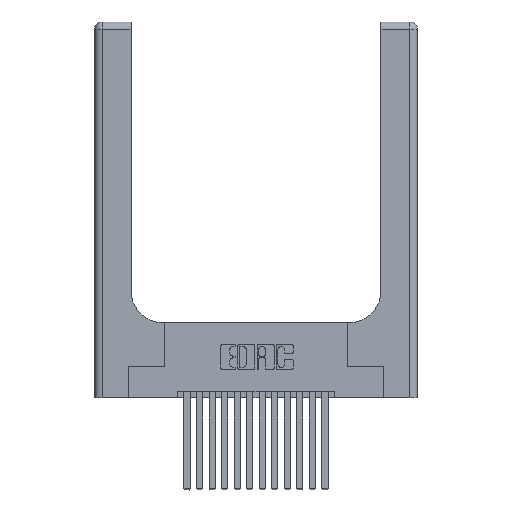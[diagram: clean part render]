
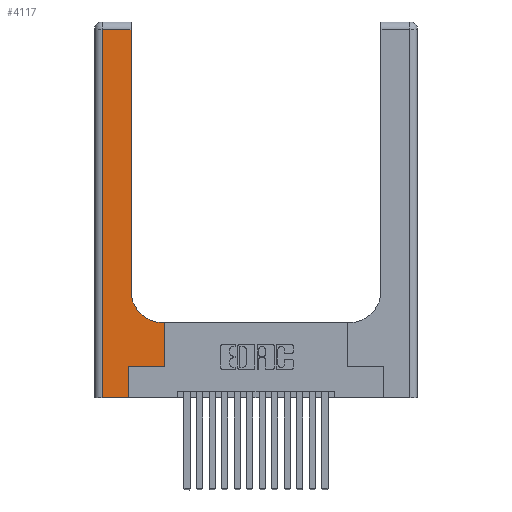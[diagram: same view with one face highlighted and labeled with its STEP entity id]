
A CAD part, top view. The second image highlights one B-rep face of the part: STEP entity #4117.
In plain terms, the highlighted planar face has unit normal (0, 0, 1).
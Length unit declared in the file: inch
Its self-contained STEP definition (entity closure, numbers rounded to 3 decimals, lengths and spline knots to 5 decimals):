
#153 = ORIENTED_EDGE ( 'NONE', *, *, #353, .T. ) ;
#246 = ORIENTED_EDGE ( 'NONE', *, *, #17649, .T. ) ;
#323 = CARTESIAN_POINT ( 'NONE',  ( 0.2915, 3., 0.37 ) ) ;
#353 = EDGE_CURVE ( 'NONE', #16019, #2889, #6306, .T. ) ;
#551 = LINE ( 'NONE', #15739, #12561 ) ;
#935 = VERTEX_POINT ( 'NONE', #6014 ) ;
#1129 = CARTESIAN_POINT ( 'NONE',  ( 0.06, 3., 0.37 ) ) ;
#1356 = ORIENTED_EDGE ( 'NONE', *, *, #7758, .T. ) ;
#1420 = DIRECTION ( 'NONE',  ( 0., 1., 0. ) ) ;
#1479 = VECTOR ( 'NONE', #9380, 39.37008 ) ;
#1518 = DIRECTION ( 'NONE',  ( -1., 0., 0. ) ) ;
#1548 = EDGE_CURVE ( 'NONE', #935, #10650, #8489, .T. ) ;
#1611 = LINE ( 'NONE', #12932, #16337 ) ;
#2403 = CARTESIAN_POINT ( 'NONE',  ( 0.269, 0.25, 0.37 ) ) ;
#2722 = EDGE_CURVE ( 'NONE', #10650, #4147, #17810, .T. ) ;
#2857 = ORIENTED_EDGE ( 'NONE', *, *, #4247, .T. ) ;
#2889 = VERTEX_POINT ( 'NONE', #12971 ) ;
#3414 = AXIS2_PLACEMENT_3D ( 'NONE', #9698, #14267, #15834 ) ;
#3434 = EDGE_CURVE ( 'NONE', #10538, #7477, #17113, .T. ) ;
#3465 = LINE ( 'NONE', #1129, #9922 ) ;
#3531 = VECTOR ( 'NONE', #8346, 39.37008 ) ;
#3845 = DIRECTION ( 'NONE',  ( 0., -1., 0. ) ) ;
#4005 = DIRECTION ( 'NONE',  ( -1., 0., 0. ) ) ;
#4117 = ADVANCED_FACE ( 'NONE', ( #7251 ), #18225, .F. ) ;
#4137 = VERTEX_POINT ( 'NONE', #10103 ) ;
#4147 = VERTEX_POINT ( 'NONE', #7000 ) ;
#4247 = EDGE_CURVE ( 'NONE', #10654, #935, #4378, .T. ) ;
#4378 = CIRCLE ( 'NONE', #12695, 0.25 ) ;
#4446 = DIRECTION ( 'NONE',  ( 0., 1., 0. ) ) ;
#4622 = EDGE_CURVE ( 'NONE', #4137, #10654, #551, .T. ) ;
#4768 = CARTESIAN_POINT ( 'NONE',  ( 0.269, 0., 0.37 ) ) ;
#5199 = ORIENTED_EDGE ( 'NONE', *, *, #4622, .T. ) ;
#5993 = CARTESIAN_POINT ( 'NONE',  ( 0.5415, 0.85, 0.37 ) ) ;
#6014 = CARTESIAN_POINT ( 'NONE',  ( 0.2915, 0.85, 0.37 ) ) ;
#6306 = LINE ( 'NONE', #12176, #13434 ) ;
#6387 = DIRECTION ( 'NONE',  ( 1., 0., 0. ) ) ;
#7000 = CARTESIAN_POINT ( 'NONE',  ( 0.06, 2.94, 0.37 ) ) ;
#7251 = FACE_OUTER_BOUND ( 'NONE', #13367, .T. ) ;
#7399 = DIRECTION ( 'NONE',  ( 0., 0., -1. ) ) ;
#7477 = VERTEX_POINT ( 'NONE', #4768 ) ;
#7539 = DIRECTION ( 'NONE',  ( 1., 0., 0. ) ) ;
#7563 = CARTESIAN_POINT ( 'NONE',  ( 0.5585, 0.25, 0.37 ) ) ;
#7758 = EDGE_CURVE ( 'NONE', #7477, #16019, #1611, .T. ) ;
#8346 = DIRECTION ( 'NONE',  ( 1., 0., 0. ) ) ;
#8489 = LINE ( 'NONE', #323, #14511 ) ;
#8851 = CARTESIAN_POINT ( 'NONE',  ( 0.5415, 0.6, 0.37 ) ) ;
#9060 = ORIENTED_EDGE ( 'NONE', *, *, #9982, .T. ) ;
#9380 = DIRECTION ( 'NONE',  ( 0., 1., 0. ) ) ;
#9630 = ORIENTED_EDGE ( 'NONE', *, *, #1548, .T. ) ;
#9698 = CARTESIAN_POINT ( 'NONE',  ( 0., 3., 0.37 ) ) ;
#9922 = VECTOR ( 'NONE', #3845, 39.37008 ) ;
#9982 = EDGE_CURVE ( 'NONE', #2889, #4137, #11081, .T. ) ;
#10103 = CARTESIAN_POINT ( 'NONE',  ( 0.5585, 0.6, 0.37 ) ) ;
#10229 = CARTESIAN_POINT ( 'NONE',  ( 0.2915, 2.94, 0.37 ) ) ;
#10538 = VERTEX_POINT ( 'NONE', #16361 ) ;
#10650 = VERTEX_POINT ( 'NONE', #10229 ) ;
#10654 = VERTEX_POINT ( 'NONE', #8851 ) ;
#11081 = LINE ( 'NONE', #7563, #1479 ) ;
#11156 = CARTESIAN_POINT ( 'NONE',  ( 0., 0., 0.37 ) ) ;
#12176 = CARTESIAN_POINT ( 'NONE',  ( 0.269, 0.25, 0.37 ) ) ;
#12394 = CARTESIAN_POINT ( 'NONE',  ( 0., 2.94, 0.37 ) ) ;
#12561 = VECTOR ( 'NONE', #1518, 39.37008 ) ;
#12695 = AXIS2_PLACEMENT_3D ( 'NONE', #5993, #7399, #7539 ) ;
#12932 = CARTESIAN_POINT ( 'NONE',  ( 0.269, 0., 0.37 ) ) ;
#12971 = CARTESIAN_POINT ( 'NONE',  ( 0.5585, 0.25, 0.37 ) ) ;
#13367 = EDGE_LOOP ( 'NONE', ( #9630, #17324, #246, #16868, #1356, #153, #9060, #5199, #2857 ) ) ;
#13434 = VECTOR ( 'NONE', #6387, 39.37008 ) ;
#14267 = DIRECTION ( 'NONE',  ( 0., 0., -1. ) ) ;
#14511 = VECTOR ( 'NONE', #4446, 39.37008 ) ;
#14682 = VECTOR ( 'NONE', #4005, 39.37008 ) ;
#15739 = CARTESIAN_POINT ( 'NONE',  ( 0.2915, 0.6, 0.37 ) ) ;
#15834 = DIRECTION ( 'NONE',  ( -1., 0., 0. ) ) ;
#16019 = VERTEX_POINT ( 'NONE', #2403 ) ;
#16337 = VECTOR ( 'NONE', #1420, 39.37008 ) ;
#16361 = CARTESIAN_POINT ( 'NONE',  ( 0.06, 0., 0.37 ) ) ;
#16868 = ORIENTED_EDGE ( 'NONE', *, *, #3434, .T. ) ;
#17113 = LINE ( 'NONE', #11156, #3531 ) ;
#17324 = ORIENTED_EDGE ( 'NONE', *, *, #2722, .T. ) ;
#17649 = EDGE_CURVE ( 'NONE', #4147, #10538, #3465, .T. ) ;
#17810 = LINE ( 'NONE', #12394, #14682 ) ;
#18225 = PLANE ( 'NONE',  #3414 ) ;
